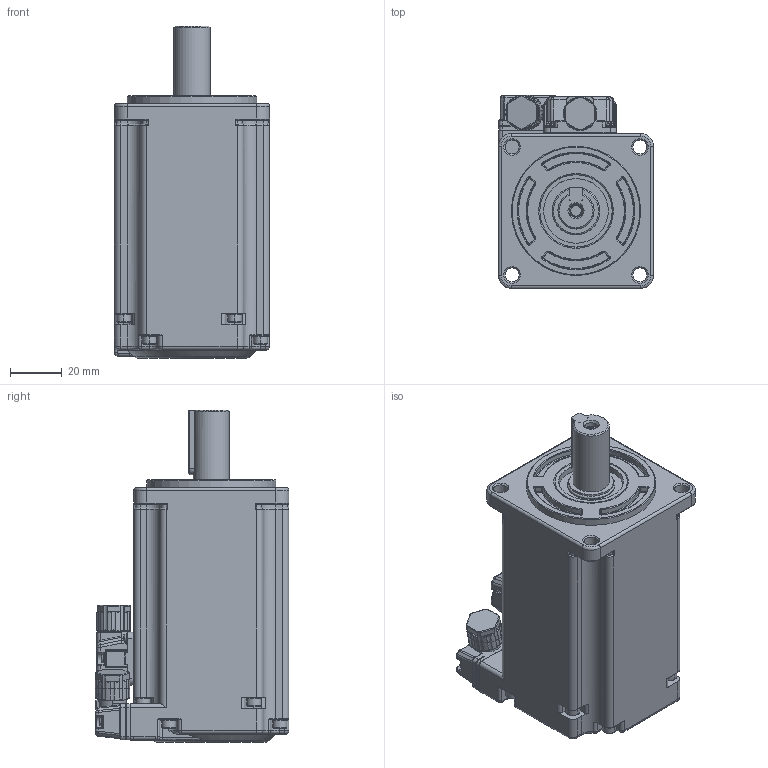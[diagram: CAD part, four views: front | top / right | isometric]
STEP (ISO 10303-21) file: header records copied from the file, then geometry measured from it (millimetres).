
FILE_DESCRIPTION( ('This file contains a STEP AP42 implementation' ,'as created by ZW3D STEP Interface translator.') ,'2;1' );
FILE_NAME( 'X6MG040S-N2CD.stp' ,'231121.144642', (''), ('ZWCAD Software Co.'), 'Version 1.0', 'ZW3D to STEP translator', '' );
FILE_SCHEMA(('AUTOMOTIVE_DESIGN { 1 0 10303 214 1 1 1 1 }'));
Length unit declared in the file: millimetre
Products named in the file (1): 0
Bounding box: 60 x 74.95 x 128.5 mm (x, y, z)
Volume: 335753.2 mm3; surface area: 37740.7 mm2
Topology: 1 solids, 1 shells, 1802 faces, 4439 edges, 2694 vertices
Faces by surface type: plane 635, cylinder 503, bspline 479, torus 85, cone 54, sphere 46
Full cylindrical faces by diameter (mm): 4.2 x12, 5 x12, 5.1 x1, 5.4 x4, 6 x1, 14 x1, 17 x1, 17.4 x1, 25 x1, 28 x1, 50 x1
Entity records: 68833 total; most frequent: CARTESIAN_POINT 26566, ORIENTED_EDGE 8840, DIRECTION 8059, EDGE_CURVE 4420, AXIS2_PLACEMENT_3D 2983, VERTEX_POINT 2694, VECTOR 2093, LINE 2093
